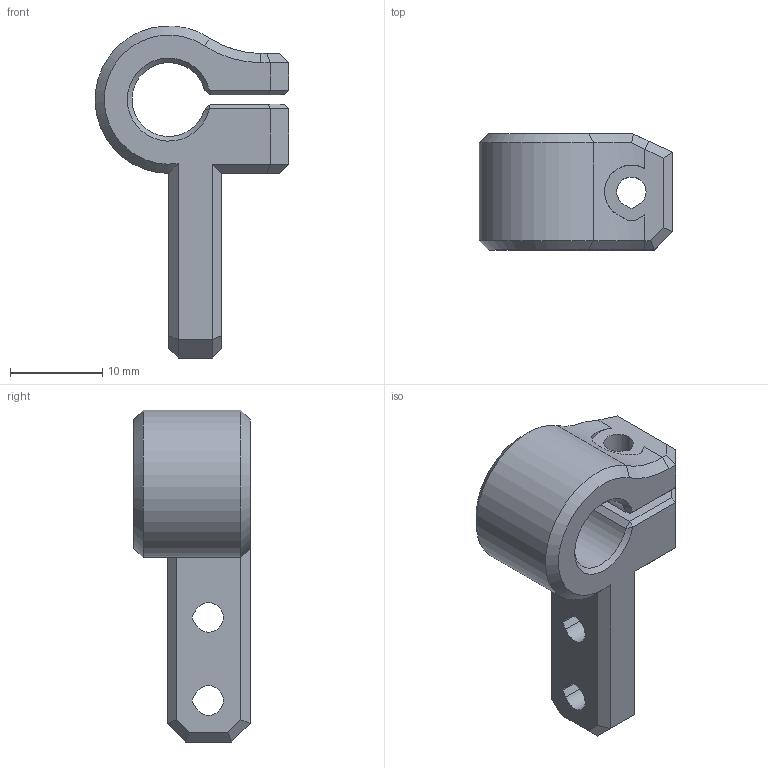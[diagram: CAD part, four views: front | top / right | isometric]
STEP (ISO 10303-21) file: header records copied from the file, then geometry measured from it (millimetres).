
FILE_DESCRIPTION(/* description */ (''),/* implementation_level */ '2;1');
FILE_NAME(/* name */ 'hermera_pinda2_mount.step',/* time_stamp */ '2020-10-01T07:29:44+07:00',/* author */ (''),/* organization */ (''),/* preprocessor_version */ 'ST-DEVELOPER v18.1',/* originating_system */ 'Autodesk Translation Framework v9.3.0.1241',/* authorisation */ '');
FILE_SCHEMA (('AUTOMOTIVE_DESIGN { 1 0 10303 214 3 1 1 }'));
Length unit declared in the file: millimetre
Products named in the file (1): Bed Level Sensor Mount
Bounding box: 20.99 x 12.6 x 35.98 mm (x, y, z)
Volume: 3320.4 mm3; surface area: 2354.8 mm2
Topology: 1 solids, 1 shells, 106 faces, 252 edges, 151 vertices
Faces by surface type: plane 86, cylinder 11, cone 8, bspline 1
Entity records: 3041 total; most frequent: CARTESIAN_POINT 557, ORIENTED_EDGE 504, DIRECTION 490, EDGE_CURVE 252, LINE 210, VECTOR 210, VERTEX_POINT 151, AXIS2_PLACEMENT_3D 140
